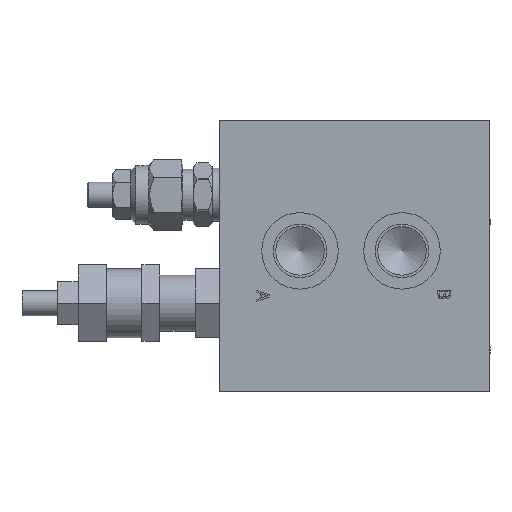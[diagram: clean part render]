
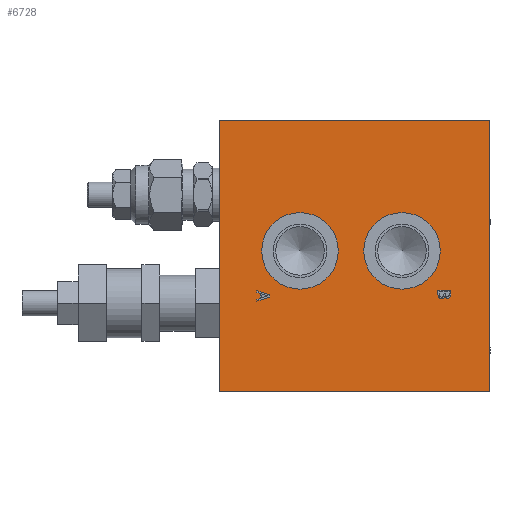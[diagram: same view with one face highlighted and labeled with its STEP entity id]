
A CAD part, front view. The second image highlights one B-rep face of the part: STEP entity #6728.
In plain terms, the highlighted planar face has unit normal (0, -1, 0).
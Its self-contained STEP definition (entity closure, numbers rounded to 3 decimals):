
#95=B_SPLINE_CURVE_WITH_KNOTS('',3,(#12832,#12833,#12834,#12835),
 .UNSPECIFIED.,.F.,.F.,(4,4),(0.,1.),.UNSPECIFIED.);
#96=B_SPLINE_CURVE_WITH_KNOTS('',3,(#12838,#12839,#12840,#12841),
 .UNSPECIFIED.,.F.,.F.,(4,4),(0.,1.),.UNSPECIFIED.);
#97=B_SPLINE_CURVE_WITH_KNOTS('',2,(#12843,#12844,#12845,#12846),
 .UNSPECIFIED.,.F.,.F.,(3,1,3),(0.,1.,2.),.UNSPECIFIED.);
#98=B_SPLINE_CURVE_WITH_KNOTS('',2,(#12854,#12855,#12856,#12857),
 .UNSPECIFIED.,.F.,.F.,(3,1,3),(0.,1.,2.),.UNSPECIFIED.);
#99=B_SPLINE_CURVE_WITH_KNOTS('',3,(#12859,#12860,#12861,#12862),
 .UNSPECIFIED.,.F.,.F.,(4,4),(0.,1.),.UNSPECIFIED.);
#100=B_SPLINE_CURVE_WITH_KNOTS('',3,(#12864,#12865,#12866,#12867),
 .UNSPECIFIED.,.F.,.F.,(4,4),(0.,1.),.UNSPECIFIED.);
#550=LINE('',#12232,#1107);
#558=LINE('',#12287,#1115);
#685=LINE('',#12816,#1242);
#686=LINE('',#12819,#1243);
#687=LINE('',#12821,#1244);
#688=LINE('',#12823,#1245);
#689=LINE('',#12825,#1246);
#690=LINE('',#12827,#1247);
#691=LINE('',#12829,#1248);
#692=LINE('',#12831,#1249);
#693=LINE('',#12848,#1250);
#694=LINE('',#12850,#1251);
#695=LINE('',#12852,#1252);
#696=LINE('',#12869,#1253);
#697=LINE('',#12870,#1254);
#698=LINE('',#12871,#1255);
#1107=VECTOR('',#10365,1000.);
#1115=VECTOR('',#10401,1000.);
#1242=VECTOR('',#10652,1000.);
#1243=VECTOR('',#10653,1000.);
#1244=VECTOR('',#10654,1000.);
#1245=VECTOR('',#10655,1000.);
#1246=VECTOR('',#10656,1000.);
#1247=VECTOR('',#10657,1000.);
#1248=VECTOR('',#10658,1000.);
#1249=VECTOR('',#10659,1000.);
#1250=VECTOR('',#10660,1000.);
#1251=VECTOR('',#10661,1000.);
#1252=VECTOR('',#10662,1000.);
#1253=VECTOR('',#10663,1000.);
#1254=VECTOR('',#10664,1000.);
#1255=VECTOR('',#10665,1000.);
#2615=ORIENTED_EDGE('',*,*,#3911,.T.);
#2616=ORIENTED_EDGE('',*,*,#3912,.T.);
#2617=ORIENTED_EDGE('',*,*,#3913,.T.);
#2618=ORIENTED_EDGE('',*,*,#3914,.T.);
#2619=ORIENTED_EDGE('',*,*,#3915,.T.);
#2620=ORIENTED_EDGE('',*,*,#3916,.T.);
#2621=ORIENTED_EDGE('',*,*,#3917,.T.);
#2622=ORIENTED_EDGE('',*,*,#3918,.T.);
#2623=ORIENTED_EDGE('',*,*,#3919,.T.);
#2624=ORIENTED_EDGE('',*,*,#3920,.T.);
#2625=ORIENTED_EDGE('',*,*,#3921,.T.);
#2626=ORIENTED_EDGE('',*,*,#3922,.T.);
#2627=ORIENTED_EDGE('',*,*,#3923,.T.);
#2628=ORIENTED_EDGE('',*,*,#3924,.T.);
#2629=ORIENTED_EDGE('',*,*,#3925,.T.);
#2630=ORIENTED_EDGE('',*,*,#3926,.T.);
#2631=ORIENTED_EDGE('',*,*,#3927,.T.);
#2632=ORIENTED_EDGE('',*,*,#3928,.T.);
#2633=ORIENTED_EDGE('',*,*,#3655,.F.);
#2634=ORIENTED_EDGE('',*,*,#3645,.F.);
#2635=ORIENTED_EDGE('',*,*,#3929,.T.);
#2636=ORIENTED_EDGE('',*,*,#3736,.T.);
#2637=ORIENTED_EDGE('',*,*,#3930,.T.);
#2638=ORIENTED_EDGE('',*,*,#3719,.F.);
#3645=EDGE_CURVE('',#4463,#4463,#4991,.T.);
#3655=EDGE_CURVE('',#4474,#4474,#5001,.T.);
#3719=EDGE_CURVE('',#4540,#4541,#550,.T.);
#3736=EDGE_CURVE('',#4555,#4556,#558,.T.);
#3911=EDGE_CURVE('',#4673,#4674,#685,.T.);
#3912=EDGE_CURVE('',#4674,#4675,#686,.T.);
#3913=EDGE_CURVE('',#4675,#4676,#687,.T.);
#3914=EDGE_CURVE('',#4676,#4677,#688,.T.);
#3915=EDGE_CURVE('',#4677,#4678,#689,.T.);
#3916=EDGE_CURVE('',#4678,#4679,#690,.T.);
#3917=EDGE_CURVE('',#4679,#4680,#691,.T.);
#3918=EDGE_CURVE('',#4680,#4673,#692,.T.);
#3919=EDGE_CURVE('',#4681,#4682,#95,.T.);
#3920=EDGE_CURVE('',#4682,#4683,#96,.T.);
#3921=EDGE_CURVE('',#4683,#4684,#97,.T.);
#3922=EDGE_CURVE('',#4684,#4685,#693,.T.);
#3923=EDGE_CURVE('',#4685,#4686,#694,.T.);
#3924=EDGE_CURVE('',#4686,#4687,#695,.T.);
#3925=EDGE_CURVE('',#4687,#4688,#98,.T.);
#3926=EDGE_CURVE('',#4688,#4689,#99,.T.);
#3927=EDGE_CURVE('',#4689,#4690,#100,.T.);
#3928=EDGE_CURVE('',#4690,#4681,#696,.T.);
#3929=EDGE_CURVE('',#4540,#4555,#697,.T.);
#3930=EDGE_CURVE('',#4556,#4541,#698,.T.);
#4463=VERTEX_POINT('',#11996);
#4474=VERTEX_POINT('',#12027);
#4540=VERTEX_POINT('',#12233);
#4541=VERTEX_POINT('',#12234);
#4555=VERTEX_POINT('',#12284);
#4556=VERTEX_POINT('',#12286);
#4673=VERTEX_POINT('',#12817);
#4674=VERTEX_POINT('',#12818);
#4675=VERTEX_POINT('',#12820);
#4676=VERTEX_POINT('',#12822);
#4677=VERTEX_POINT('',#12824);
#4678=VERTEX_POINT('',#12826);
#4679=VERTEX_POINT('',#12828);
#4680=VERTEX_POINT('',#12830);
#4681=VERTEX_POINT('',#12836);
#4682=VERTEX_POINT('',#12837);
#4683=VERTEX_POINT('',#12842);
#4684=VERTEX_POINT('',#12847);
#4685=VERTEX_POINT('',#12849);
#4686=VERTEX_POINT('',#12851);
#4687=VERTEX_POINT('',#12853);
#4688=VERTEX_POINT('',#12858);
#4689=VERTEX_POINT('',#12863);
#4690=VERTEX_POINT('',#12868);
#4991=CIRCLE('',#9154,15.);
#5001=CIRCLE('',#9174,15.);
#5432=EDGE_LOOP('',(#2615,#2616,#2617,#2618,#2619,#2620,#2621,#2622));
#5433=EDGE_LOOP('',(#2623,#2624,#2625,#2626,#2627,#2628,#2629,#2630,#2631,
#2632));
#5434=EDGE_LOOP('',(#2633));
#5435=EDGE_LOOP('',(#2634));
#5436=EDGE_LOOP('',(#2635,#2636,#2637,#2638));
#5991=FACE_BOUND('',#5432,.T.);
#5992=FACE_BOUND('',#5433,.T.);
#5993=FACE_BOUND('',#5434,.T.);
#5994=FACE_BOUND('',#5435,.T.);
#5995=FACE_BOUND('',#5436,.T.);
#6357=PLANE('',#9325);
#6728=ADVANCED_FACE('',(#5991,#5992,#5993,#5994,#5995),#6357,.T.);
#9154=AXIS2_PLACEMENT_3D('',#11995,#10157,#10158);
#9174=AXIS2_PLACEMENT_3D('',#12026,#10197,#10198);
#9325=AXIS2_PLACEMENT_3D('',#12815,#10650,#10651);
#10157=DIRECTION('',(0.,-1.,0.));
#10158=DIRECTION('',(1.,0.,0.));
#10197=DIRECTION('',(0.,-1.,0.));
#10198=DIRECTION('',(-1.,0.,0.));
#10365=DIRECTION('',(1.,0.,0.));
#10401=DIRECTION('',(1.,0.,0.));
#10650=DIRECTION('',(0.,-1.,0.));
#10651=DIRECTION('',(0.,0.,1.));
#10652=DIRECTION('',(0.,0.,1.));
#10653=DIRECTION('',(0.948,0.,-0.319));
#10654=DIRECTION('',(0.,0.,-1.));
#10655=DIRECTION('',(-0.948,0.,-0.319));
#10656=DIRECTION('',(0.,0.,1.));
#10657=DIRECTION('',(0.951,0.,0.309));
#10658=DIRECTION('',(0.,0.,1.));
#10659=DIRECTION('',(-0.951,0.,0.309));
#10660=DIRECTION('',(0.,0.,1.));
#10661=DIRECTION('',(1.,0.,0.));
#10662=DIRECTION('',(0.,0.,-1.));
#10663=DIRECTION('',(-1.,0.,0.));
#10664=DIRECTION('',(0.,0.,-1.));
#10665=DIRECTION('',(0.,0.,1.));
#11995=CARTESIAN_POINT('',(507.076,25.681,100.));
#11996=CARTESIAN_POINT('',(522.076,25.681,100.));
#12026=CARTESIAN_POINT('',(467.076,25.681,100.));
#12027=CARTESIAN_POINT('',(482.076,25.681,100.));
#12232=CARTESIAN_POINT('',(435.576,25.681,151.));
#12233=CARTESIAN_POINT('',(435.576,25.681,151.));
#12234=CARTESIAN_POINT('',(541.576,25.681,151.));
#12284=CARTESIAN_POINT('',(435.576,25.681,45.));
#12286=CARTESIAN_POINT('',(541.576,25.681,45.));
#12287=CARTESIAN_POINT('',(435.576,25.681,45.));
#12815=CARTESIAN_POINT('',(435.576,25.681,151.));
#12816=CARTESIAN_POINT('',(450.155,25.681,117.377));
#12817=CARTESIAN_POINT('',(450.155,25.681,83.754));
#12818=CARTESIAN_POINT('',(450.155,25.681,84.427));
#12819=CARTESIAN_POINT('',(433.533,25.681,90.03));
#12820=CARTESIAN_POINT('',(455.155,25.681,82.741));
#12821=CARTESIAN_POINT('',(455.155,25.681,116.871));
#12822=CARTESIAN_POINT('',(455.155,25.681,81.923));
#12823=CARTESIAN_POINT('',(456.82,25.681,82.484));
#12824=CARTESIAN_POINT('',(450.155,25.681,80.237));
#12825=CARTESIAN_POINT('',(450.155,25.681,115.619));
#12826=CARTESIAN_POINT('',(450.155,25.681,80.938));
#12827=CARTESIAN_POINT('',(453.848,25.681,82.137));
#12828=CARTESIAN_POINT('',(451.553,25.681,81.392));
#12829=CARTESIAN_POINT('',(451.553,25.681,116.196));
#12830=CARTESIAN_POINT('',(451.553,25.681,83.3));
#12831=CARTESIAN_POINT('',(434.385,25.681,88.874));
#12832=CARTESIAN_POINT('',(523.909,25.681,82.138));
#12833=CARTESIAN_POINT('',(523.747,25.681,81.545));
#12834=CARTESIAN_POINT('',(523.303,25.681,81.202));
#12835=CARTESIAN_POINT('',(522.665,25.681,81.202));
#12836=CARTESIAN_POINT('',(523.909,25.681,82.138));
#12837=CARTESIAN_POINT('',(522.665,25.681,81.202));
#12838=CARTESIAN_POINT('',(522.665,25.681,81.202));
#12839=CARTESIAN_POINT('',(522.186,25.681,81.202));
#12840=CARTESIAN_POINT('',(521.809,25.681,81.375));
#12841=CARTESIAN_POINT('',(521.535,25.681,81.721));
#12842=CARTESIAN_POINT('',(521.535,25.681,81.721));
#12843=CARTESIAN_POINT('',(521.535,25.681,81.721));
#12844=CARTESIAN_POINT('',(521.316,25.681,82.005));
#12845=CARTESIAN_POINT('',(521.129,25.681,82.649));
#12846=CARTESIAN_POINT('',(521.129,25.681,83.159));
#12847=CARTESIAN_POINT('',(521.129,25.681,83.159));
#12848=CARTESIAN_POINT('',(521.129,25.681,117.08));
#12849=CARTESIAN_POINT('',(521.129,25.681,84.594));
#12850=CARTESIAN_POINT('',(478.353,25.681,84.594));
#12851=CARTESIAN_POINT('',(526.129,25.681,84.594));
#12852=CARTESIAN_POINT('',(526.129,25.681,117.797));
#12853=CARTESIAN_POINT('',(526.129,25.681,83.269));
#12854=CARTESIAN_POINT('',(526.129,25.681,83.269));
#12855=CARTESIAN_POINT('',(526.129,25.681,82.734));
#12856=CARTESIAN_POINT('',(526.061,25.681,82.199));
#12857=CARTESIAN_POINT('',(525.927,25.681,81.956));
#12858=CARTESIAN_POINT('',(525.927,25.681,81.956));
#12859=CARTESIAN_POINT('',(525.927,25.681,81.956));
#12860=CARTESIAN_POINT('',(525.746,25.681,81.61));
#12861=CARTESIAN_POINT('',(525.438,25.681,81.437));
#12862=CARTESIAN_POINT('',(525.003,25.681,81.437));
#12863=CARTESIAN_POINT('',(525.003,25.681,81.437));
#12864=CARTESIAN_POINT('',(525.003,25.681,81.437));
#12865=CARTESIAN_POINT('',(524.536,25.681,81.437));
#12866=CARTESIAN_POINT('',(524.145,25.681,81.698));
#12867=CARTESIAN_POINT('',(523.933,25.681,82.138));
#12868=CARTESIAN_POINT('',(523.933,25.681,82.138));
#12869=CARTESIAN_POINT('',(479.755,25.681,82.138));
#12870=CARTESIAN_POINT('',(435.576,25.681,151.));
#12871=CARTESIAN_POINT('',(541.576,25.681,45.));
